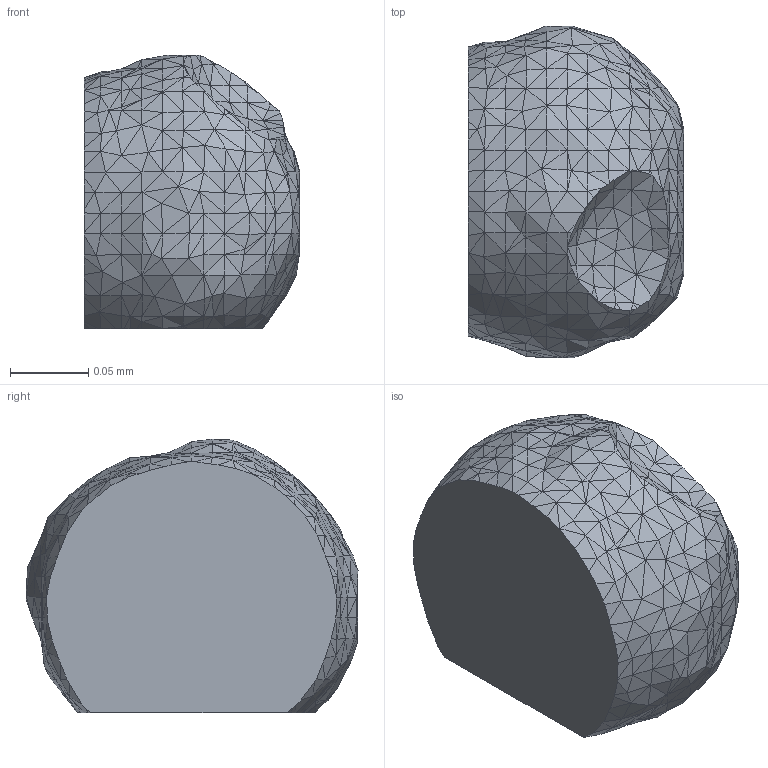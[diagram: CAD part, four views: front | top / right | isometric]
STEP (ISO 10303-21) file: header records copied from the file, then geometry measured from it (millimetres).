
FILE_DESCRIPTION(('FreeCAD Model'),'2;1');
FILE_NAME('Particle20.step','2020-11-10T02:01:39',( 'FreeCAD'),('FreeCAD'),'Open CASCADE STEP processor 7.4','FreeCAD', 'Unknown');
FILE_SCHEMA(('AUTOMOTIVE_DESIGN { 1 0 10303 214 1 1 1 1 }'));
Length unit declared in the file: millimetre
Products named in the file (1): Open CASCADE STEP translator 7.4 23
Bounding box: 0.14 x 0.21 x 0.18 mm (x, y, z)
Volume: 0 mm3; surface area: 0.1 mm2
Topology: 1 solids, 1 shells, 901 faces, 1501 edges, 602 vertices
Faces by surface type: plane 901
Entity records: 36751 total; most frequent: CARTESIAN_POINT 7706, DIRECTION 4608, ORIENTED_EDGE 3002, PCURVE 3002, DEFINITIONAL_REPRESENTATION 3002, LINE 2804, VECTOR 2804, B_SPLINE_CURVE_WITH_KNOTS 1699
